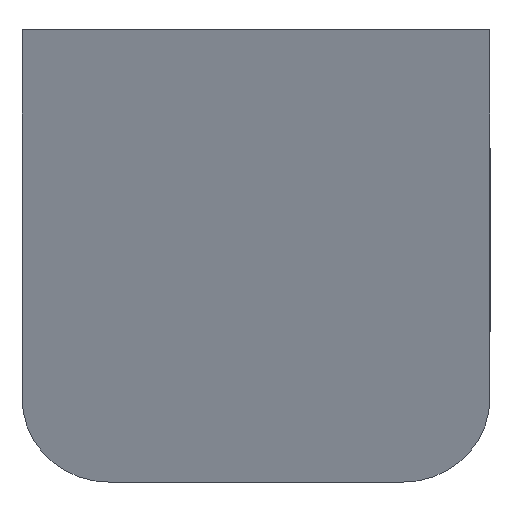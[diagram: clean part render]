
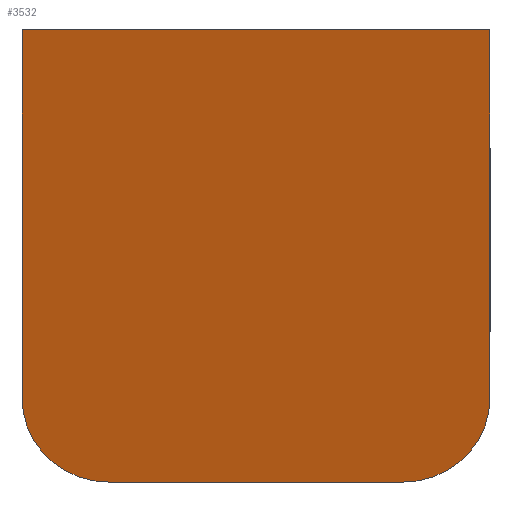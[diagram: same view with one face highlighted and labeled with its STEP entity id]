
A CAD part, front view. The second image highlights one B-rep face of the part: STEP entity #3532.
In plain terms, the highlighted planar face has unit normal (0, -0.961, -0.276).
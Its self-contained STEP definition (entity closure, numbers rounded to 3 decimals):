
#190=PLANE('',#3732);
#252=FACE_OUTER_BOUND('',#436,.T.);
#436=EDGE_LOOP('',(#2383,#2384,#2385,#2386,#2387,#2388));
#774=LINE('',#5352,#1013);
#777=LINE('',#5358,#1016);
#778=LINE('',#5360,#1017);
#779=LINE('',#5362,#1018);
#1013=VECTOR('',#4197,10.);
#1016=VECTOR('',#4202,10.);
#1017=VECTOR('',#4203,10.);
#1018=VECTOR('',#4204,10.);
#1250=CIRCLE('',#3729,10.);
#1252=CIRCLE('',#3733,10.);
#1519=VERTEX_POINT('',#5342);
#1520=VERTEX_POINT('',#5343);
#1523=VERTEX_POINT('',#5351);
#1525=VERTEX_POINT('',#5357);
#1526=VERTEX_POINT('',#5359);
#1527=VERTEX_POINT('',#5361);
#1855=EDGE_CURVE('',#1519,#1520,#1250,.T.);
#1859=EDGE_CURVE('',#1520,#1523,#774,.T.);
#1862=EDGE_CURVE('',#1519,#1525,#777,.T.);
#1863=EDGE_CURVE('',#1525,#1526,#778,.T.);
#1864=EDGE_CURVE('',#1526,#1527,#779,.T.);
#1865=EDGE_CURVE('',#1523,#1527,#1252,.T.);
#2383=ORIENTED_EDGE('',*,*,#1855,.F.);
#2384=ORIENTED_EDGE('',*,*,#1862,.T.);
#2385=ORIENTED_EDGE('',*,*,#1863,.T.);
#2386=ORIENTED_EDGE('',*,*,#1864,.T.);
#2387=ORIENTED_EDGE('',*,*,#1865,.F.);
#2388=ORIENTED_EDGE('',*,*,#1859,.F.);
#3532=ADVANCED_FACE('',(#252),#190,.T.);
#3729=AXIS2_PLACEMENT_3D('',#5344,#4189,#4190);
#3732=AXIS2_PLACEMENT_3D('',#5356,#4200,#4201);
#3733=AXIS2_PLACEMENT_3D('',#5363,#4205,#4206);
#4189=DIRECTION('center_axis',(0.,0.961,0.276));
#4190=DIRECTION('ref_axis',(0.707,0.195,-0.68));
#4197=DIRECTION('',(-1.,0.,0.));
#4200=DIRECTION('center_axis',(0.,-0.961,-0.276));
#4201=DIRECTION('ref_axis',(0.,-0.276,0.961));
#4202=DIRECTION('',(0.,-0.276,0.961));
#4203=DIRECTION('',(-1.,0.,0.));
#4204=DIRECTION('',(0.,0.276,-0.961));
#4205=DIRECTION('center_axis',(0.,0.961,0.276));
#4206=DIRECTION('ref_axis',(-0.707,0.195,-0.68));
#5342=CARTESIAN_POINT('',(0.,-0.602,-42.296));
#5343=CARTESIAN_POINT('',(-10.,2.154,-51.908));
#5344=CARTESIAN_POINT('Origin',(-10.,-0.602,-42.296));
#5351=CARTESIAN_POINT('',(-43.72,2.154,-51.908));
#5352=CARTESIAN_POINT('',(0.,2.154,-51.908));
#5356=CARTESIAN_POINT('Origin',(0.,2.154,-51.908));
#5357=CARTESIAN_POINT('',(0.,-12.73,0.));
#5358=CARTESIAN_POINT('',(0.,2.154,-51.908));
#5359=CARTESIAN_POINT('',(-53.72,-12.73,0.));
#5360=CARTESIAN_POINT('',(0.,-12.73,0.));
#5361=CARTESIAN_POINT('',(-53.72,-0.602,-42.296));
#5362=CARTESIAN_POINT('',(-53.72,-1.476,-39.249));
#5363=CARTESIAN_POINT('Origin',(-43.72,-0.602,-42.296));
